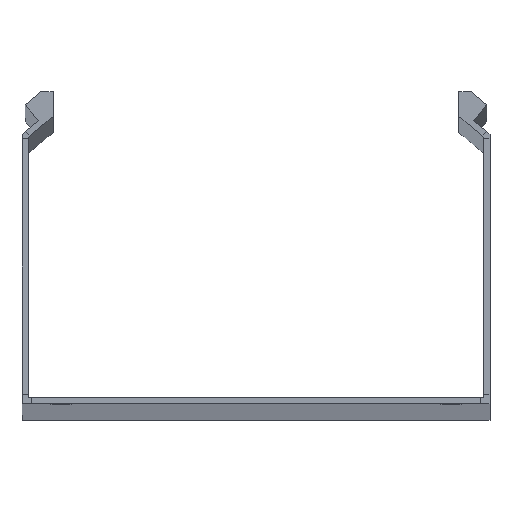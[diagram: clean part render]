
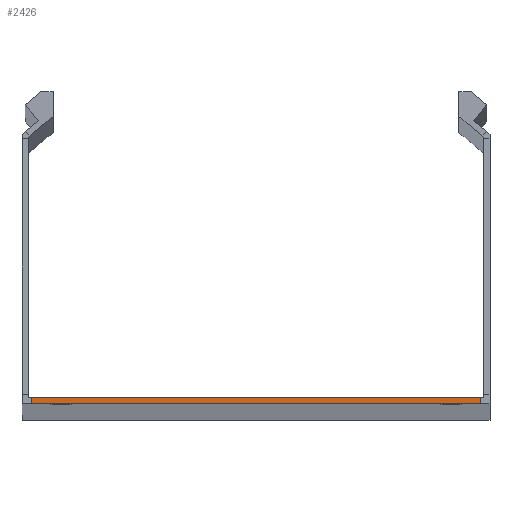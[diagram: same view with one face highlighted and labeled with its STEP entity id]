
A CAD part, top view. The second image highlights one B-rep face of the part: STEP entity #2426.
In plain terms, the highlighted planar face has unit normal (0, 0, 1).
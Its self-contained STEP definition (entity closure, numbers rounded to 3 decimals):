
#95 = DIRECTION ( 'NONE',  ( -1., 0., 0. ) ) ;
#265 = LINE ( 'NONE', #4755, #5667 ) ;
#713 = VERTEX_POINT ( 'NONE', #1384 ) ;
#744 = LINE ( 'NONE', #1506, #4918 ) ;
#787 = PLANE ( 'NONE',  #5663 ) ;
#883 = LINE ( 'NONE', #4438, #3027 ) ;
#1175 = CARTESIAN_POINT ( 'NONE',  ( 73., 3., 1500. ) ) ;
#1218 = VERTEX_POINT ( 'NONE', #2162 ) ;
#1384 = CARTESIAN_POINT ( 'NONE',  ( -72., 0., 1500. ) ) ;
#1506 = CARTESIAN_POINT ( 'NONE',  ( -75., 0., 1500. ) ) ;
#1635 = FACE_OUTER_BOUND ( 'NONE', #3838, .T. ) ;
#1699 = CARTESIAN_POINT ( 'NONE',  ( -72., 2., 1500. ) ) ;
#1734 = DIRECTION ( 'NONE',  ( 1., 0., 0. ) ) ;
#1736 = VERTEX_POINT ( 'NONE', #1699 ) ;
#2069 = CARTESIAN_POINT ( 'NONE',  ( 72., 0., 1500. ) ) ;
#2129 = DIRECTION ( 'NONE',  ( -1., 0., 0. ) ) ;
#2162 = CARTESIAN_POINT ( 'NONE',  ( 72., 2., 1500. ) ) ;
#2288 = ORIENTED_EDGE ( 'NONE', *, *, #5146, .F. ) ;
#2426 = ADVANCED_FACE ( 'NONE', ( #1635 ), #787, .T. ) ;
#2860 = DIRECTION ( 'NONE',  ( 0., 1., 0. ) ) ;
#2926 = VERTEX_POINT ( 'NONE', #2069 ) ;
#3027 = VECTOR ( 'NONE', #2129, 1000. ) ;
#3222 = EDGE_CURVE ( 'NONE', #2926, #1218, #265, .T. ) ;
#3467 = DIRECTION ( 'NONE',  ( 0., 0., 1. ) ) ;
#3674 = LINE ( 'NONE', #5152, #5562 ) ;
#3746 = ORIENTED_EDGE ( 'NONE', *, *, #3222, .T. ) ;
#3806 = DIRECTION ( 'NONE',  ( 0., -1., 0. ) ) ;
#3838 = EDGE_LOOP ( 'NONE', ( #2288, #3746, #4389, #5652 ) ) ;
#4389 = ORIENTED_EDGE ( 'NONE', *, *, #5517, .T. ) ;
#4438 = CARTESIAN_POINT ( 'NONE',  ( -75., 2., 1500. ) ) ;
#4755 = CARTESIAN_POINT ( 'NONE',  ( 72., 0., 1500. ) ) ;
#4918 = VECTOR ( 'NONE', #95, 1000. ) ;
#5146 = EDGE_CURVE ( 'NONE', #2926, #713, #744, .T. ) ;
#5152 = CARTESIAN_POINT ( 'NONE',  ( -72., 2., 1500. ) ) ;
#5517 = EDGE_CURVE ( 'NONE', #1218, #1736, #883, .T. ) ;
#5562 = VECTOR ( 'NONE', #3806, 1000. ) ;
#5652 = ORIENTED_EDGE ( 'NONE', *, *, #5851, .T. ) ;
#5663 = AXIS2_PLACEMENT_3D ( 'NONE', #1175, #3467, #1734 ) ;
#5667 = VECTOR ( 'NONE', #2860, 1000. ) ;
#5851 = EDGE_CURVE ( 'NONE', #1736, #713, #3674, .T. ) ;
